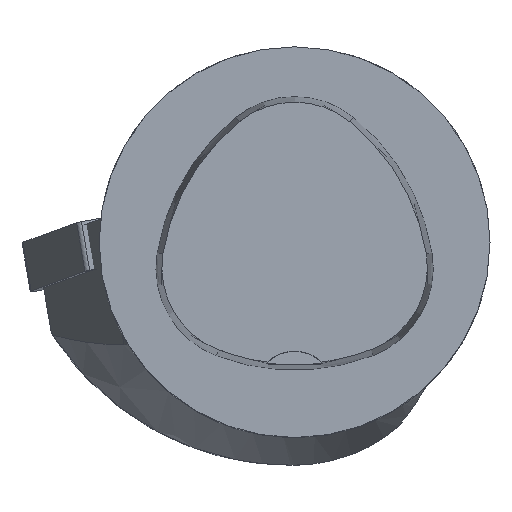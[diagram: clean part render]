
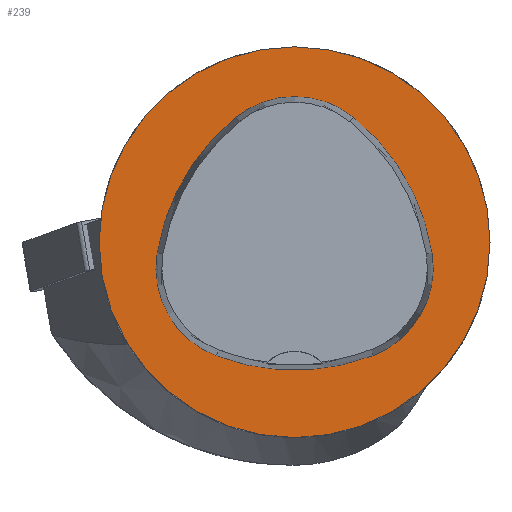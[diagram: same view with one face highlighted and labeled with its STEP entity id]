
A CAD part, top view. The second image highlights one B-rep face of the part: STEP entity #239.
In plain terms, the highlighted planar face has unit normal (0, 0, 1).
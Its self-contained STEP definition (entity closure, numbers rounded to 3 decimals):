
#239=ADVANCED_FACE('',(#500,#501),#296,.T.);
#296=PLANE('',#1425);
#500=FACE_BOUND('',#543,.T.);
#501=FACE_BOUND('',#544,.T.);
#543=EDGE_LOOP('',(#764,#765,#766,#767,#768,#769));
#544=EDGE_LOOP('',(#770));
#764=ORIENTED_EDGE('',*,*,#1161,.T.);
#765=ORIENTED_EDGE('',*,*,#1141,.T.);
#766=ORIENTED_EDGE('',*,*,#1145,.T.);
#767=ORIENTED_EDGE('',*,*,#1148,.T.);
#768=ORIENTED_EDGE('',*,*,#1151,.T.);
#769=ORIENTED_EDGE('',*,*,#1159,.T.);
#770=ORIENTED_EDGE('',*,*,#1132,.F.);
#1002=VERTEX_POINT('',#2227);
#1011=VERTEX_POINT('',#2246);
#1012=VERTEX_POINT('',#2247);
#1015=VERTEX_POINT('',#2255);
#1017=VERTEX_POINT('',#2261);
#1019=VERTEX_POINT('',#2267);
#1026=VERTEX_POINT('',#2288);
#1132=EDGE_CURVE('',#1002,#1002,#1232,.T.);
#1141=EDGE_CURVE('',#1011,#1012,#1233,.T.);
#1145=EDGE_CURVE('',#1012,#1015,#1235,.T.);
#1148=EDGE_CURVE('',#1015,#1017,#1237,.T.);
#1151=EDGE_CURVE('',#1017,#1019,#1239,.T.);
#1159=EDGE_CURVE('',#1019,#1026,#1243,.T.);
#1161=EDGE_CURVE('',#1026,#1011,#1245,.T.);
#1232=CIRCLE('',#1397,25.);
#1233=CIRCLE('',#1403,28.);
#1235=CIRCLE('',#1406,12.);
#1237=CIRCLE('',#1409,28.);
#1239=CIRCLE('',#1412,12.);
#1243=CIRCLE('',#1417,28.);
#1245=CIRCLE('',#1420,12.);
#1397=AXIS2_PLACEMENT_3D('',#2226,#1655,#1656);
#1403=AXIS2_PLACEMENT_3D('',#2245,#1671,#1672);
#1406=AXIS2_PLACEMENT_3D('',#2254,#1679,#1680);
#1409=AXIS2_PLACEMENT_3D('',#2260,#1686,#1687);
#1412=AXIS2_PLACEMENT_3D('',#2266,#1693,#1694);
#1417=AXIS2_PLACEMENT_3D('',#2289,#1705,#1706);
#1420=AXIS2_PLACEMENT_3D('',#2292,#1711,#1712);
#1425=AXIS2_PLACEMENT_3D('',#2297,#1721,#1722);
#1655=DIRECTION('',(0.,0.,-1.));
#1656=DIRECTION('',(-1.,0.,0.));
#1671=DIRECTION('',(0.,0.,-1.));
#1672=DIRECTION('',(-1.,0.,0.));
#1679=DIRECTION('',(0.,0.,-1.));
#1680=DIRECTION('',(-1.,0.,0.));
#1686=DIRECTION('',(0.,0.,-1.));
#1687=DIRECTION('',(-1.,0.,0.));
#1693=DIRECTION('',(0.,0.,-1.));
#1694=DIRECTION('',(-1.,0.,0.));
#1705=DIRECTION('',(0.,0.,-1.));
#1706=DIRECTION('',(-1.,0.,0.));
#1711=DIRECTION('',(0.,0.,-1.));
#1712=DIRECTION('',(-1.,0.,0.));
#1721=DIRECTION('',(0.,0.,1.));
#1722=DIRECTION('',(1.,0.,0.));
#2226=CARTESIAN_POINT('',(0.,0.,
0.));
#2227=CARTESIAN_POINT('',(-25.,0.,0.));
#2245=CARTESIAN_POINT('',(10.068,-5.824,0.));
#2246=CARTESIAN_POINT('',(-17.584,-1.424,0.));
#2247=CARTESIAN_POINT('',(-7.531,15.953,0.));
#2254=CARTESIAN_POINT('',(0.011,6.62,0.));
#2255=CARTESIAN_POINT('',(7.567,15.942,0.));
#2260=CARTESIAN_POINT('',(-10.063,-5.81,0.));
#2261=CARTESIAN_POINT('',(17.59,-1.418,0.));
#2266=CARTESIAN_POINT('',(5.739,-3.3,0.));
#2267=CARTESIAN_POINT('',(10.05,-14.499,0.));
#2288=CARTESIAN_POINT('',(-10.025,-14.516,0.));
#2289=CARTESIAN_POINT('',(-0.01,11.631,0.));
#2292=CARTESIAN_POINT('',(-5.733,-3.31,0.));
#2297=CARTESIAN_POINT('',(0.,0.,
0.));
